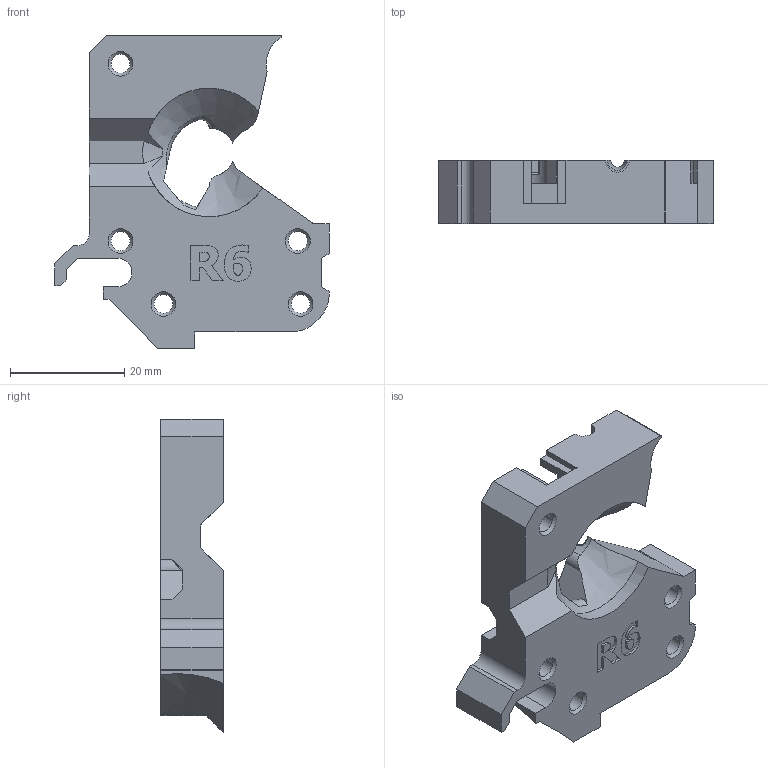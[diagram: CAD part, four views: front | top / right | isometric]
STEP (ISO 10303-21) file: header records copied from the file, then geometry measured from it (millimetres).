
FILE_DESCRIPTION(/* description */ (''),/* implementation_level */ '2;1');
FILE_NAME(/* name */ 'mod-extruder-motor-plate.step',/* time_stamp */ '2021-12-09T23:05:38+01:00',/* author */ (''),/* organization */ (''),/* preprocessor_version */ 'ST-DEVELOPER v18.1',/* originating_system */ 'Autodesk Translation Framework v10.10.0.1391',/* authorisation */ '');
FILE_SCHEMA (('AUTOMOTIVE_DESIGN { 1 0 10303 214 3 1 1 }'));
Length unit declared in the file: millimetre
Products named in the file (1): extruder-motor-plate
Bounding box: 48 x 11 x 54.85 mm (x, y, z)
Volume: 12113.1 mm3; surface area: 6936.4 mm2
Topology: 1 solids, 1 shells, 205 faces, 580 edges, 383 vertices
Faces by surface type: plane 107, cylinder 42, bspline 37, cone 17, torus 2
Full cylindrical faces by diameter (mm): 3.3 x3, 3.35 x2, 7 x1
Entity records: 7414 total; most frequent: CARTESIAN_POINT 2254, ORIENTED_EDGE 1160, DIRECTION 929, EDGE_CURVE 580, VERTEX_POINT 383, LINE 363, VECTOR 363, AXIS2_PLACEMENT_3D 283
